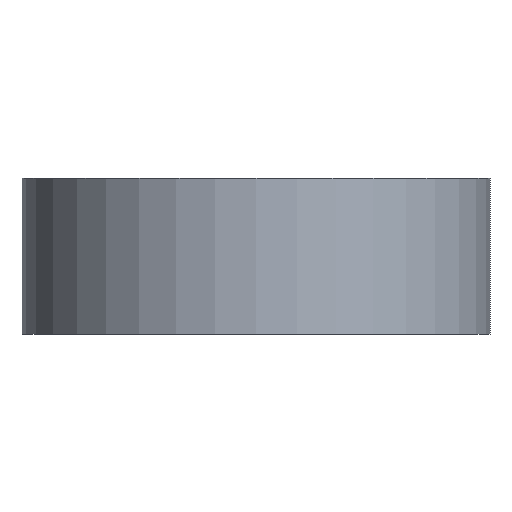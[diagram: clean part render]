
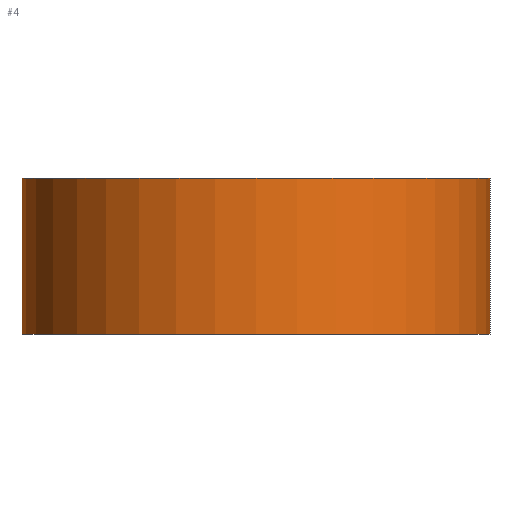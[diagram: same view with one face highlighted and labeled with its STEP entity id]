
A CAD part, front view. The second image highlights one B-rep face of the part: STEP entity #4.
In plain terms, the highlighted cylindrical face has radius 266.7 mm (diameter 533.4 mm), a partial arc.
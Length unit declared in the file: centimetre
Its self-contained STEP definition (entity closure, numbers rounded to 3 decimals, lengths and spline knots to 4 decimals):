
#4 = ADVANCED_FACE ( 'NONE', ( #123 ), #120, .T. ) ;
#16 = CARTESIAN_POINT ( 'NONE',  ( 0., 0., 17.78 ) ) ;
#36 = DIRECTION ( 'NONE',  ( 0., 0., -1. ) ) ;
#39 = DIRECTION ( 'NONE',  ( 0., 0., -1. ) ) ;
#40 = DIRECTION ( 'NONE',  ( 1., 0., 0. ) ) ;
#44 = CIRCLE ( 'NONE', #122, 26.67 ) ;
#54 = DIRECTION ( 'NONE',  ( -1., 0., 0. ) ) ;
#67 = CARTESIAN_POINT ( 'NONE',  ( 0., 0., 0. ) ) ;
#71 = VECTOR ( 'NONE', #36, 100. ) ;
#72 = CIRCLE ( 'NONE', #139, 26.67 ) ;
#75 = ORIENTED_EDGE ( 'NONE', *, *, #228, .T. ) ;
#78 = LINE ( 'NONE', #127, #71 ) ;
#87 = ORIENTED_EDGE ( 'NONE', *, *, #213, .F. ) ;
#89 = DIRECTION ( 'NONE',  ( 1., 0., 0. ) ) ;
#113 = CARTESIAN_POINT ( 'NONE',  ( -26.67, 0., 17.78 ) ) ;
#120 = CYLINDRICAL_SURFACE ( 'NONE', #230, 26.67 ) ;
#122 = AXIS2_PLACEMENT_3D ( 'NONE', #16, #148, #40 ) ;
#123 = FACE_OUTER_BOUND ( 'NONE', #203, .T. ) ;
#127 = CARTESIAN_POINT ( 'NONE',  ( -26.67, 0., 17.78 ) ) ;
#139 = AXIS2_PLACEMENT_3D ( 'NONE', #67, #204, #89 ) ;
#148 = DIRECTION ( 'NONE',  ( 0., 0., 1. ) ) ;
#150 = DIRECTION ( 'NONE',  ( 0., 0., -1. ) ) ;
#153 = VERTEX_POINT ( 'NONE', #113 ) ;
#161 = ORIENTED_EDGE ( 'NONE', *, *, #196, .T. ) ;
#163 = CARTESIAN_POINT ( 'NONE',  ( -26.67, 0., 0. ) ) ;
#164 = EDGE_CURVE ( 'NONE', #214, #219, #175, .T. ) ;
#169 = CARTESIAN_POINT ( 'NONE',  ( 26.67, 0., 17.78 ) ) ;
#174 = ORIENTED_EDGE ( 'NONE', *, *, #164, .F. ) ;
#175 = LINE ( 'NONE', #169, #184 ) ;
#184 = VECTOR ( 'NONE', #150, 100. ) ;
#189 = CARTESIAN_POINT ( 'NONE',  ( 26.67, 0., 17.78 ) ) ;
#196 = EDGE_CURVE ( 'NONE', #153, #227, #78, .T. ) ;
#201 = CARTESIAN_POINT ( 'NONE',  ( 0., 0., 17.78 ) ) ;
#203 = EDGE_LOOP ( 'NONE', ( #174, #87, #161, #75 ) ) ;
#204 = DIRECTION ( 'NONE',  ( 0., 0., 1. ) ) ;
#213 = EDGE_CURVE ( 'NONE', #153, #214, #44, .T. ) ;
#214 = VERTEX_POINT ( 'NONE', #189 ) ;
#219 = VERTEX_POINT ( 'NONE', #239 ) ;
#227 = VERTEX_POINT ( 'NONE', #163 ) ;
#228 = EDGE_CURVE ( 'NONE', #227, #219, #72, .T. ) ;
#230 = AXIS2_PLACEMENT_3D ( 'NONE', #201, #39, #54 ) ;
#239 = CARTESIAN_POINT ( 'NONE',  ( 26.67, 0., 0. ) ) ;
